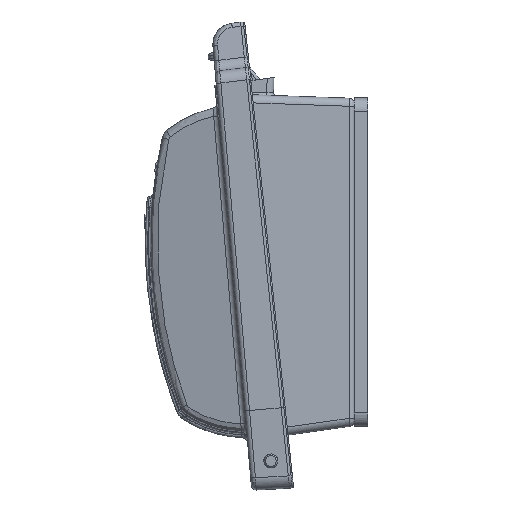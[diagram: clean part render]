
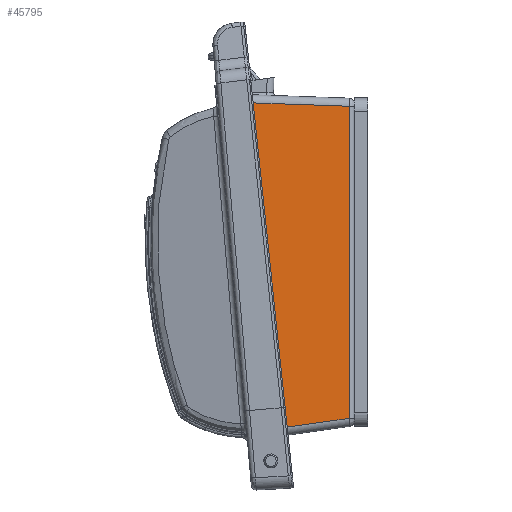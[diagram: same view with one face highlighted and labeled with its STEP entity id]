
A CAD part, left-side view. The second image highlights one B-rep face of the part: STEP entity #45795.
In plain terms, the highlighted planar face has unit normal (-0.999, -0.035, 0).
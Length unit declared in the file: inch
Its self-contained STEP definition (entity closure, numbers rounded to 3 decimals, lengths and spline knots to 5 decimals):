
#464 = ORIENTED_EDGE ( 'NONE', *, *, #132092, .T. ) ;
#860 = VERTEX_POINT ( 'NONE', #114842 ) ;
#1143 = VERTEX_POINT ( 'NONE', #121119 ) ;
#1461 = VECTOR ( 'NONE', #43917, 39.37008 ) ;
#7285 = CARTESIAN_POINT ( 'NONE',  ( 0.12392, 2.67734, 2.93102 ) ) ;
#10319 = DIRECTION ( 'NONE',  ( 0., 0., -1. ) ) ;
#11485 = CARTESIAN_POINT ( 'NONE',  ( 0.07606, 4.04788, 3.5985 ) ) ;
#14905 = VERTEX_POINT ( 'NONE', #7285 ) ;
#17580 = EDGE_LOOP ( 'NONE', ( #48482, #464, #131484, #133406, #131282, #146777 ) ) ;
#26669 = DIRECTION ( 'NONE',  ( 0.035, -0.999, -0.035 ) ) ;
#28782 = VERTEX_POINT ( 'NONE', #82575 ) ;
#32789 = LINE ( 'NONE', #132354, #75953 ) ;
#39200 = CARTESIAN_POINT ( 'NONE',  ( 0.07606, 4.04788, 3.5985 ) ) ;
#43161 = PLANE ( 'NONE',  #132123 ) ;
#43917 = DIRECTION ( 'NONE',  ( -0.016, 0.469, 0.883 ) ) ;
#43948 = CARTESIAN_POINT ( 'NONE',  ( 0.12657, 2.60135, 7.75206 ) ) ;
#44717 = CARTESIAN_POINT ( 'NONE',  ( 0.09076, 3.62689, 2.79757 ) ) ;
#45795 = ADVANCED_FACE ( 'NONE', ( #129030 ), #43161, .F. ) ;
#47084 = LINE ( 'NONE', #44717, #1461 ) ;
#48052 = VERTEX_POINT ( 'NONE', #117252 ) ;
#48482 = ORIENTED_EDGE ( 'NONE', *, *, #158023, .F. ) ;
#50038 = CARTESIAN_POINT ( 'NONE',  ( 0.09076, 3.62689, 2.79757 ) ) ;
#60464 = CARTESIAN_POINT ( 'NONE',  ( 0.07609, 4.04708, 3.59089 ) ) ;
#62643 = EDGE_CURVE ( 'NONE', #28782, #14905, #32789, .T. ) ;
#63207 = EDGE_CURVE ( 'NONE', #860, #28782, #145599, .T. ) ;
#63355 = DIRECTION ( 'NONE',  ( -0.035, 0.99, -0.139 ) ) ;
#72592 = VERTEX_POINT ( 'NONE', #50038 ) ;
#73538 = VECTOR ( 'NONE', #26669, 39.37008 ) ;
#75953 = VECTOR ( 'NONE', #10319, 39.37008 ) ;
#76165 = DIRECTION ( 'NONE',  ( -0.004, 0.105, 0.995 ) ) ;
#77742 = LINE ( 'NONE', #39200, #114536 ) ;
#82575 = CARTESIAN_POINT ( 'NONE',  ( 0.12392, 2.67734, 7.49109 ) ) ;
#88118 = B_SPLINE_CURVE_WITH_KNOTS ( 'NONE', 3,
 ( #11485, #60464, #109526, #90073 ),
 .UNSPECIFIED., .F., .F.,
 ( 4, 4 ),
 ( 0., 1. ),
 .UNSPECIFIED. ) ;
#88264 = EDGE_CURVE ( 'NONE', #72592, #1143, #47084, .T. ) ;
#90073 = CARTESIAN_POINT ( 'NONE',  ( 0.07629, 4.04129, 3.57695 ) ) ;
#92927 = DIRECTION ( 'NONE',  ( 0.999, 0.035, 0. ) ) ;
#101466 = VECTOR ( 'NONE', #63355, 39.37008 ) ;
#109526 = CARTESIAN_POINT ( 'NONE',  ( 0.07616, 4.04488, 3.5837 ) ) ;
#114536 = VECTOR ( 'NONE', #76165, 39.37008 ) ;
#114842 = CARTESIAN_POINT ( 'NONE',  ( 0.06154, 4.46356, 7.55347 ) ) ;
#117252 = CARTESIAN_POINT ( 'NONE',  ( 0.07606, 4.04788, 3.5985 ) ) ;
#117268 = EDGE_CURVE ( 'NONE', #14905, #72592, #148451, .T. ) ;
#121119 = CARTESIAN_POINT ( 'NONE',  ( 0.07629, 4.04129, 3.57695 ) ) ;
#122391 = CARTESIAN_POINT ( 'NONE',  ( 0.06154, 4.46356, 7.55347 ) ) ;
#129030 = FACE_OUTER_BOUND ( 'NONE', #17580, .T. ) ;
#131282 = ORIENTED_EDGE ( 'NONE', *, *, #62643, .F. ) ;
#131484 = ORIENTED_EDGE ( 'NONE', *, *, #88264, .F. ) ;
#132092 = EDGE_CURVE ( 'NONE', #48052, #1143, #88118, .T. ) ;
#132123 = AXIS2_PLACEMENT_3D ( 'NONE', #43948, #92927, #141887 ) ;
#132354 = CARTESIAN_POINT ( 'NONE',  ( 0.12392, 2.67734, 7.5707 ) ) ;
#133406 = ORIENTED_EDGE ( 'NONE', *, *, #117268, .F. ) ;
#141887 = DIRECTION ( 'NONE',  ( -0.035, 0.999, 0. ) ) ;
#145599 = LINE ( 'NONE', #122391, #73538 ) ;
#146777 = ORIENTED_EDGE ( 'NONE', *, *, #63207, .F. ) ;
#147658 = CARTESIAN_POINT ( 'NONE',  ( 0.12392, 2.67734, 2.93102 ) ) ;
#148451 = LINE ( 'NONE', #147658, #101466 ) ;
#158023 = EDGE_CURVE ( 'NONE', #48052, #860, #77742, .T. ) ;
